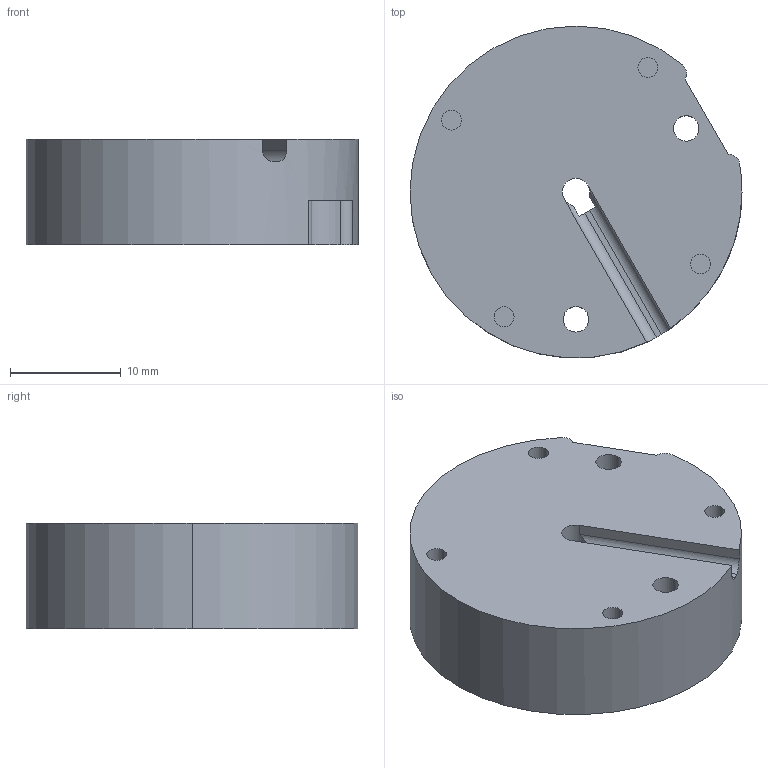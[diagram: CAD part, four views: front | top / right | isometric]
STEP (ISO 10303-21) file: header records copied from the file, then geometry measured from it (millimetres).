
FILE_DESCRIPTION (( 'STEP AP203' ), '1' );
FILE_NAME ('3205b菁釱.STEP', '2024-03-05T09:02:37', ( '' ), ( '' ), 'SwSTEP 2.0', 'SolidWorks 2023', '' );
FILE_SCHEMA (( 'CONFIG_CONTROL_DESIGN' ));
Length unit declared in the file: millimetre
Products named in the file (1): 3205b底座
Bounding box: 30 x 29.97 x 9.5 mm (x, y, z)
Volume: 5306.4 mm3; surface area: 2875.5 mm2
Topology: 1 solids, 1 shells, 50 faces, 129 edges, 86 vertices
Faces by surface type: cylinder 30, plane 20
Entity records: 1662 total; most frequent: CARTESIAN_POINT 295, DIRECTION 287, ORIENTED_EDGE 258, EDGE_CURVE 129, AXIS2_PLACEMENT_3D 112, VERTEX_POINT 86, LINE 63, VECTOR 63
